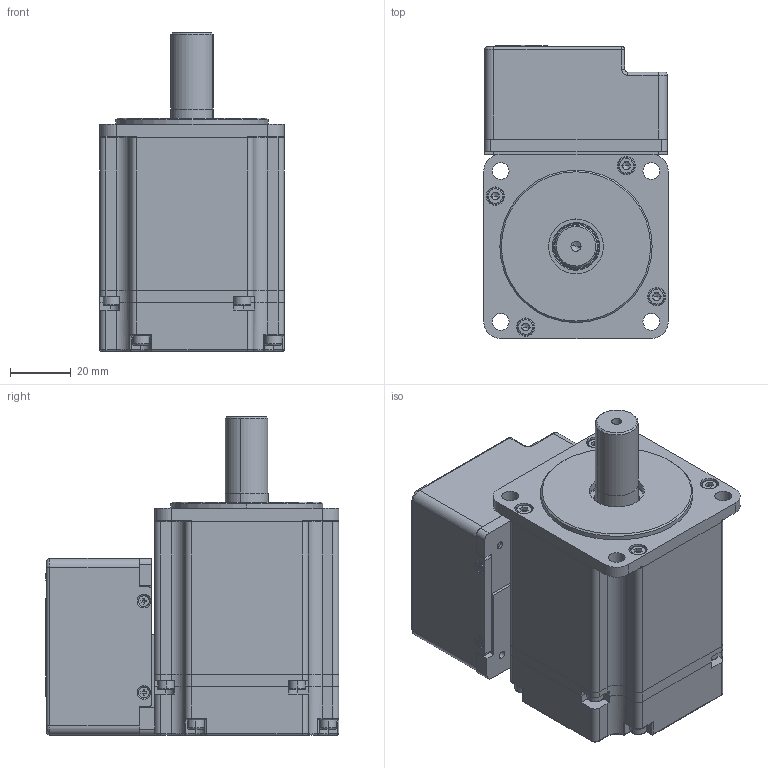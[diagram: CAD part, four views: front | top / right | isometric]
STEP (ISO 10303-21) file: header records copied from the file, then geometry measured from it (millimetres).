
FILE_DESCRIPTION (( 'STEP AP214' ), '1' );
FILE_NAME ('多圈背包式ethcat版本（内置电池）.STEP', '2024-12-12T02:11:40', ( 'HP' ), ( 'HP' ), 'SwSTEP 2.0', 'SolidWorks 2020', '' );
FILE_SCHEMA (( 'AUTOMOTIVE_DESIGN' ));
Length unit declared in the file: millimetre
Products named in the file (32): 60短款ethcat背包驱动板1; 多圈背包式ethcat版本（内置电池）; 01.A011.000005-2 M2.5×3紧定螺钉（GB-T80内六角凹端紧定螺钉）; 01.B013.020111 60 400W 閉傻遴(晤鎢ん綴欶); 01.B008.M05004 导光柱（YLT3-6.5）11111; hexagon socket head cap screws gb111_GB_FASTENER_SCREWS_HSHCS M3X10-N; hexagon socket head cap screws gb112_GB_FASTENER_SCREWS_HSHCS M3X6-N; hexagon socket head cap screws gb123_GB_FASTENER_SCREWS_HSHCS M3X8-N; 01.A021.000669 M60-750W 閉傻遴(蛌粣); 01.A016.000002-2 磁铁镶套（42HS-8）; 厙諳; hexagon socket head cap screws gb111_GB_FASTENER_SCREWS_HSHCS M3X8-N; 諉脣璃3-2; ethcat 驱动板2(内置版); 01.A002.000266-2.1 60閉傻遴綴傷裔欴こV2; 01.B012.010034 铜柱（M3-3+4）; 01.A001.000121 60閉傻遴ヶ傷裔; 01.B013.020117 60短款多圈背包式罩壳(ethcat版试制); 萇喀諉盄傷赽; 囀离萇喀; 諉脣璃3; 諉脣璃2; cross recessed countersunk head screws gb2_GB_CROSS_SCREWS_TYPE10 M2X6-4.8-H1-N; 01.B013.000039 60傻遴掖婦假蚾啣ㄗethcat唳ㄘ; deep groove ball bearings gb11_Rolling bearings 61900 GB 276-94; hexagon socket head cap screws gb111_GB_FASTENER_SCREWS_HSHCS M3X16-N; 諉脣璃3-1; 01.A017.000001-2 磁铁（10-H2.5）; deep groove ball bearings gb11_Rolling bearings 61902 GB 276-94; 60短款ethcat背包驱动板2; ethcat 驱动板1; 01.B013.020110 600 400W閉傻遴儂褲
Assembly tree (51 placements, depth 4):
  多圈背包式ethcat版本（内置电池）
    01.B013.020110 600 400W閉傻遴儂褲
    01.A001.000121 60閉傻遴ヶ傷裔
    deep groove ball bearings gb11_Rolling bearings 61902 GB 276-94
    01.A002.000266-2.1 60閉傻遴綴傷裔欴こV2
    01.B013.020111 60 400W 閉傻遴(晤鎢ん綴欶)
    01.A021.000669 M60-750W 閉傻遴(蛌粣)
    hexagon socket head cap screws gb111_GB_FASTENER_SCREWS_HSHCS M3X10-N  x4
    hexagon socket head cap screws gb111_GB_FASTENER_SCREWS_HSHCS M3X8-N  x4
    hexagon socket head cap screws gb111_GB_FASTENER_SCREWS_HSHCS M3X16-N  x4
    deep groove ball bearings gb11_Rolling bearings 61900 GB 276-94
    01.A011.000005-2 M2.5×3紧定螺钉（GB-T80内六角凹端紧定螺钉）
    01.A016.000002-2 磁铁镶套（42HS-8）
    01.A017.000001-2 磁铁（10-H2.5）
    hexagon socket head cap screws gb123_GB_FASTENER_SCREWS_HSHCS M3X8-N  x2
    01.B012.010034 铜柱（M3-3+4）  x4
    01.B013.000039 60傻遴掖婦假蚾啣ㄗethcat唳ㄘ
    cross recessed countersunk head screws gb2_GB_CROSS_SCREWS_TYPE10 M2X6-4.8-H1-N  x4
    hexagon socket head cap screws gb112_GB_FASTENER_SCREWS_HSHCS M3X6-N  x4
    ethcat 驱动板1
      60短款ethcat背包驱动板1
      諉脣璃3
        諉脣璃3-1
        諉脣璃3-2
    ethcat 驱动板2(内置版)
      60短款ethcat背包驱动板2
      萇喀諉盄傷赽
      諉脣璃2
      厙諳  x2
    01.B013.020117 60短款多圈背包式罩壳(ethcat版试制)
    囀离萇喀
    01.B008.M05004 导光柱（YLT3-6.5）11111
Bounding box: 60.5 x 96.4 x 104.5 mm (x, y, z)
Volume: 168585.7 mm3; surface area: 119394.4 mm2
Topology: 48 solids, 51 shells, 2084 faces, 5708 edges, 3615 vertices
Faces by surface type: plane 965, cylinder 617, torus 208, cone 197, sphere 97
Entity records: 56977 total; most frequent: CARTESIAN_POINT 12125, DIRECTION 8692, ORIENTED_EDGE 8646, EDGE_CURVE 4325, AXIS2_PLACEMENT_3D 3254, VERTEX_POINT 2801, LINE 2184, VECTOR 2184
